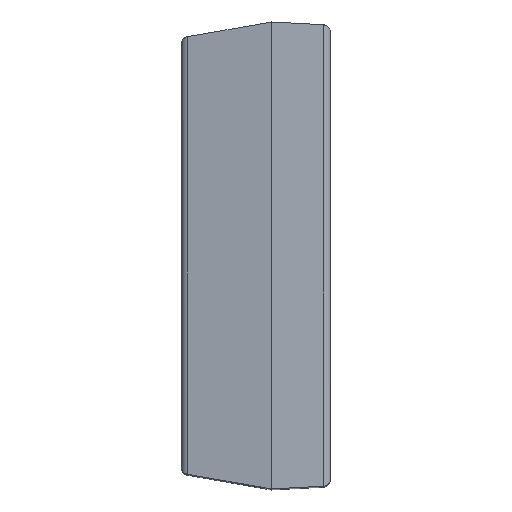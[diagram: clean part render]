
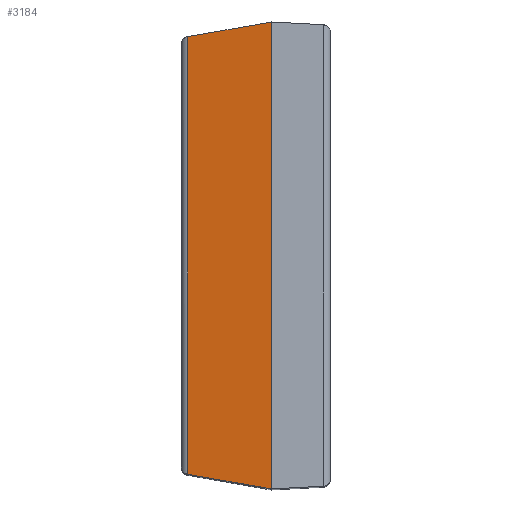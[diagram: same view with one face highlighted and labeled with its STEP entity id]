
A CAD part, top view. The second image highlights one B-rep face of the part: STEP entity #3184.
In plain terms, the highlighted planar face has unit normal (-0.122, 0, 0.993).
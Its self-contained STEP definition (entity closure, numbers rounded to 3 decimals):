
#278=FACE_OUTER_BOUND('',#474,.T.);
#474=EDGE_LOOP('',(#2448,#2449,#2450,#2451));
#722=LINE('',#4789,#1081);
#730=LINE('',#4854,#1089);
#737=LINE('',#4915,#1096);
#739=LINE('',#4955,#1098);
#1081=VECTOR('',#3845,1000.);
#1089=VECTOR('',#3883,1000.);
#1096=VECTOR('',#3928,1.);
#1098=VECTOR('',#3982,1000.);
#1402=VERTEX_POINT('',#4779);
#1405=VERTEX_POINT('',#4787);
#1423=VERTEX_POINT('',#4853);
#1434=VERTEX_POINT('',#4914);
#1755=EDGE_CURVE('',#1405,#1402,#722,.T.);
#1776=EDGE_CURVE('',#1423,#1402,#730,.T.);
#1796=EDGE_CURVE('',#1423,#1434,#737,.T.);
#1813=EDGE_CURVE('',#1434,#1405,#739,.T.);
#2448=ORIENTED_EDGE('',*,*,#1796,.F.);
#2449=ORIENTED_EDGE('',*,*,#1776,.T.);
#2450=ORIENTED_EDGE('',*,*,#1755,.F.);
#2451=ORIENTED_EDGE('',*,*,#1813,.F.);
#3024=PLANE('',#3428);
#3184=ADVANCED_FACE('',(#278),#3024,.T.);
#3428=AXIS2_PLACEMENT_3D('',#4958,#3986,#3987);
#3845=DIRECTION('',(0.,-1.,0.));
#3883=DIRECTION('',(0.978,-0.172,0.12));
#3928=DIRECTION('',(0.,1.,0.));
#3982=DIRECTION('',(0.978,0.172,0.12));
#3986=DIRECTION('center_axis',(-0.122,0.,
0.993));
#3987=DIRECTION('ref_axis',(-0.993,0.,-0.122));
#4779=CARTESIAN_POINT('',(0.75,-7.8,24.99));
#4787=CARTESIAN_POINT('',(0.75,7.8,24.99));
#4789=CARTESIAN_POINT('',(0.75,7.8,24.99));
#4853=CARTESIAN_POINT('',(-2.03,-7.31,24.649));
#4854=CARTESIAN_POINT('',(-5.529,-6.693,24.219));
#4914=CARTESIAN_POINT('',(-2.03,7.31,24.649));
#4915=CARTESIAN_POINT('',(-2.03,3.9,24.649));
#4955=CARTESIAN_POINT('',(-2.9,7.156,24.542));
#4958=CARTESIAN_POINT('Origin',(-3.012,7.8,24.528));
